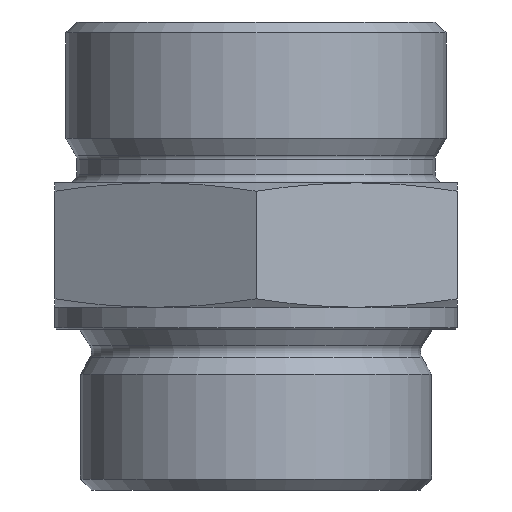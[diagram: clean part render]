
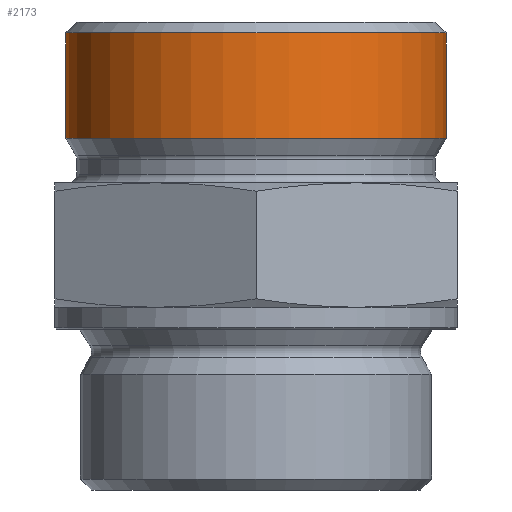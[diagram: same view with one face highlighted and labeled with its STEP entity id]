
A CAD part, front view. The second image highlights one B-rep face of the part: STEP entity #2173.
In plain terms, the highlighted cylindrical face has radius 26 mm (diameter 52 mm), a full revolution.
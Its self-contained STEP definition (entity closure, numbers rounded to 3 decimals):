
#2127=CARTESIAN_POINT('',(26.0,0.,48.098));
#2128=VERTEX_POINT('',#2127);
#2129=CARTESIAN_POINT('',(0.0,0.0,48.098));
#2130=DIRECTION('',(0.0,0.0,-1.0));
#2131=DIRECTION('',(-1.0,0.0,0.0));
#2132=AXIS2_PLACEMENT_3D('',#2129,#2130,#2131);
#2133=CIRCLE('',#2132,26.0);
#2134=EDGE_CURVE('',#2128,#2128,#2133,.T.);
#2154=CARTESIAN_POINT('',(0.0,0.0,64.0));
#2155=DIRECTION('',(0.0,0.0,-1.0));
#2156=DIRECTION('',(-1.0,0.0,0.0));
#2157=AXIS2_PLACEMENT_3D('',#2154,#2155,#2156);
#2158=CYLINDRICAL_SURFACE('',#2157,26.0);
#2159=CARTESIAN_POINT('',(26.0,0.,62.5));
#2160=VERTEX_POINT('',#2159);
#2161=CARTESIAN_POINT('',(0.0,0.0,62.5));
#2162=DIRECTION('',(0.0,0.0,1.0));
#2163=DIRECTION('',(-1.0,0.0,0.0));
#2164=AXIS2_PLACEMENT_3D('',#2161,#2162,#2163);
#2165=CIRCLE('',#2164,26.0);
#2166=EDGE_CURVE('',#2160,#2160,#2165,.T.);
#2167=ORIENTED_EDGE('',*,*,#2166,.F.);
#2168=EDGE_LOOP('',(#2167));
#2169=FACE_OUTER_BOUND('',#2168,.T.);
#2170=ORIENTED_EDGE('',*,*,#2134,.F.);
#2171=EDGE_LOOP('',(#2170));
#2172=FACE_BOUND('',#2171,.T.);
#2173=ADVANCED_FACE('',(#2169,#2172),#2158,.T.);
